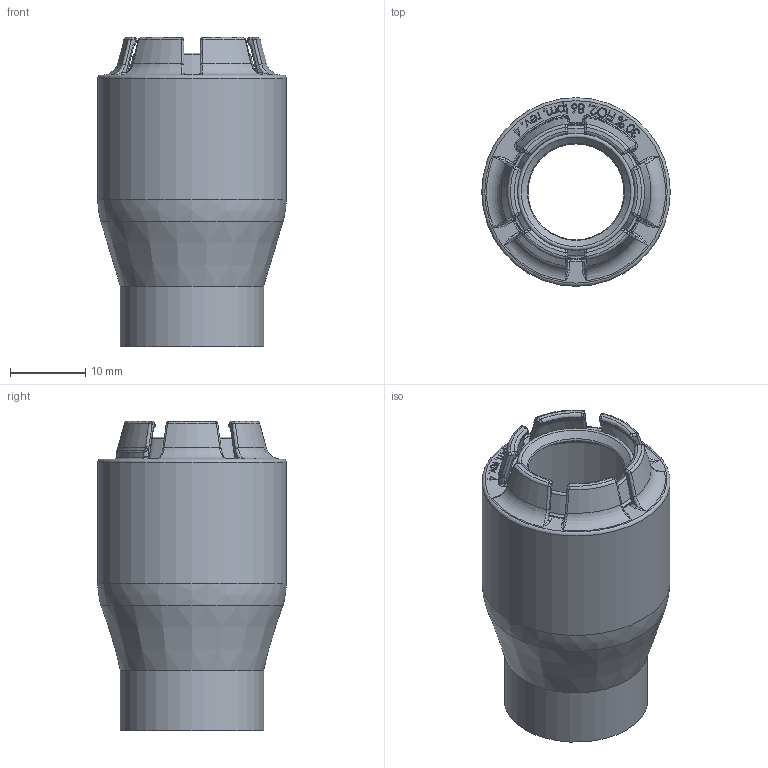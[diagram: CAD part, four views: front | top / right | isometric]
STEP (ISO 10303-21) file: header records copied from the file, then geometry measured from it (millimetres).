
FILE_DESCRIPTION(/* description */ (''),/* implementation_level */ '2;1');
FILE_NAME(/* name */ 'cap_FiO2_30_v1.step',/* time_stamp */ '2020-03-26T21:11:22+01:00',/* author */ (''),/* organization */ (''),/* preprocessor_version */ 'ST-DEVELOPER v18',/* originating_system */ 'Autodesk Translation Framework v8.12.0.6',/* authorisation */ '');
FILE_SCHEMA (('AUTOMOTIVE_DESIGN { 1 0 10303 214 3 1 1 }'));
Length unit declared in the file: millimetre
Products named in the file (1): cap_FiO2_30
Bounding box: 25 x 25 x 41 mm (x, y, z)
Volume: 6424.1 mm3; surface area: 5831 mm2
Topology: 1 solids, 1 shells, 543 faces, 1365 edges, 827 vertices
Faces by surface type: bspline 283, plane 139, cylinder 51, torus 46, cone 24
Full cylindrical faces by diameter (mm): 15 x1, 19 x1, 25 x1
Entity records: 26883 total; most frequent: CARTESIAN_POINT 15568, ORIENTED_EDGE 2674, DIRECTION 1857, EDGE_CURVE 1337, VERTEX_POINT 827, AXIS2_PLACEMENT_3D 690, EDGE_LOOP 576, FACE_OUTER_BOUND 543
